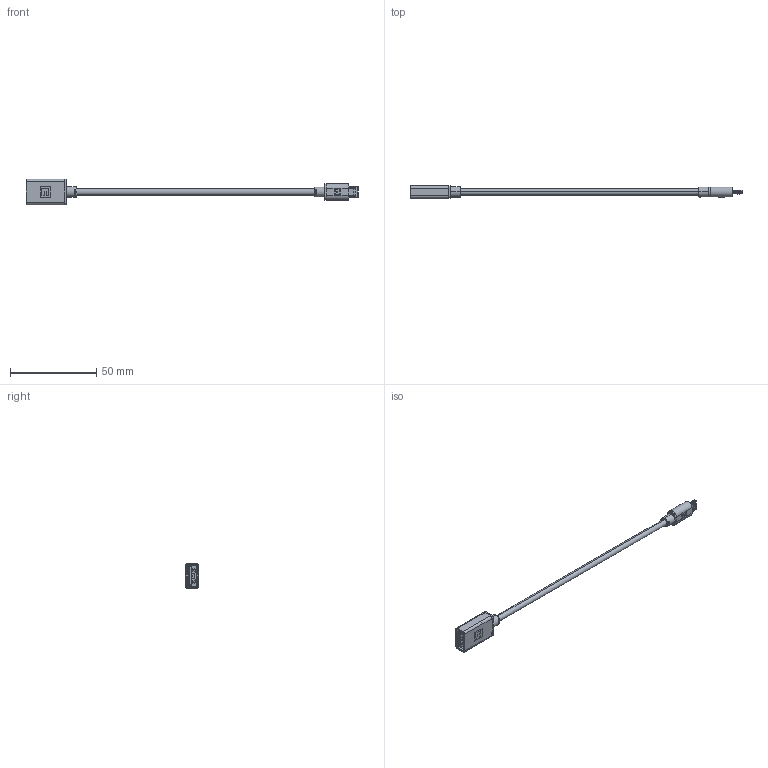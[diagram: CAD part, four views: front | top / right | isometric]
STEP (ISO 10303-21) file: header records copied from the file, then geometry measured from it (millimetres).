
FILE_DESCRIPTION (( 'STEP AP203' ), '1' );
FILE_NAME ('10-02341_revA.STEP', '2018-01-19T21:30:34', ( '' ), ( '' ), 'SwSTEP 2.0', 'SolidWorks 2015', '' );
FILE_SCHEMA (( 'CONFIG_CONTROL_DESIGN' ));
Length unit declared in the file: millimetre
Products named in the file (14): 24-00217; 24-00218; 50-00584; 50-00576 shell; 55-00074; 50-00584 shell; 50-00576; 30-00088_blunt cut; 50-00576 insulator; 50-00576 insulator 2; 50-00584 insulator; 55-00075; 10-02341_revA; 50-00576 pin
Assembly tree (16 placements, depth 3):
  10-02341_revA
    30-00088_blunt cut
    24-00217
    55-00074
    24-00218
    55-00075
    50-00576
      50-00576 insulator
      50-00576 pin  x4
      50-00576 shell
      50-00576 insulator 2
    50-00584
      50-00584 insulator
      50-00584 shell
Bounding box: 192.9 x 7.2 x 14.7 mm (x, y, z)
Volume: 4198.5 mm3; surface area: 19073.4 mm2
Topology: 66 solids, 66 shells, 1369 faces, 3618 edges, 2394 vertices
Faces by surface type: plane 851, cylinder 420, bspline 80, torus 16, cone 2
Entity records: 41901 total; most frequent: CARTESIAN_POINT 10565, ORIENTED_EDGE 6342, DIRECTION 5900, EDGE_CURVE 3171, VERTEX_POINT 2103, VECTOR 2082, LINE 2082, AXIS2_PLACEMENT_3D 1909
